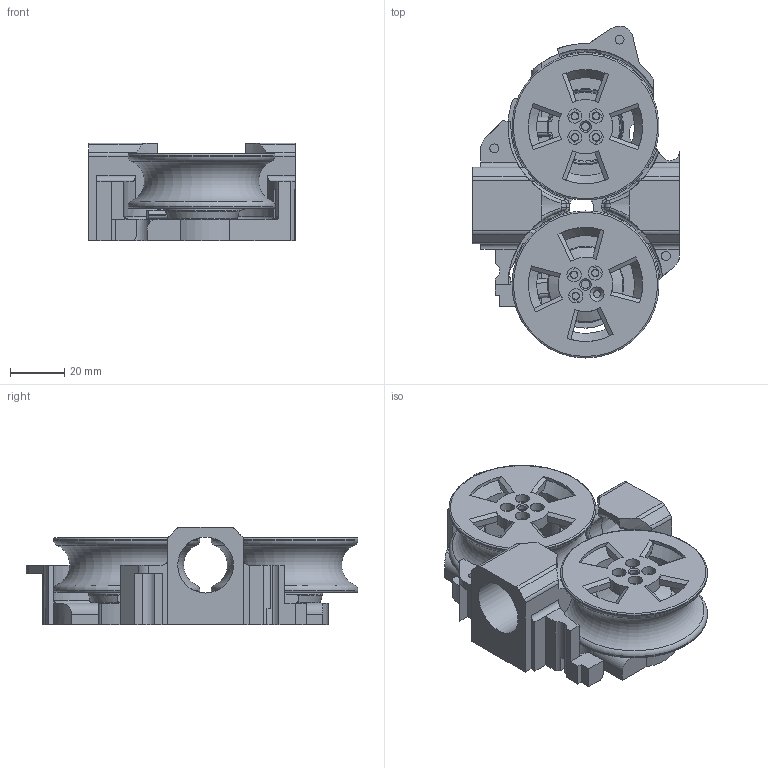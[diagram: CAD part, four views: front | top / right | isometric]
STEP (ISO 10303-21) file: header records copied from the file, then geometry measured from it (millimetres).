
FILE_DESCRIPTION(/* description */ (''),/* implementation_level */ '2;1');
FILE_NAME(/* name */ 'CruxStryke Cage.step',/* time_stamp */ '2020-08-17T18:41:37-04:00',/* author */ (''),/* organization */ (''),/* preprocessor_version */ 'ST-DEVELOPER v18.1',/* originating_system */ 'Autodesk Translation Framework v9.3.0.1241',/* authorisation */ '');
FILE_SCHEMA (('AUTOMOTIVE_DESIGN { 1 0 10303 214 3 1 1 }'));
Length unit declared in the file: millimetre
Products named in the file (4): Cruxstryke Cage; Cage; Crux Motors; Flywheels
Assembly tree (3 placements, depth 2):
  Cruxstryke Cage
    Cage
    Crux Motors
    Flywheels
Bounding box: 76 x 121.99 x 36 mm (x, y, z)
Volume: 118103.1 mm3; surface area: 51368.2 mm2
Topology: 5 solids, 5 shells, 447 faces, 1182 edges, 774 vertices
Faces by surface type: plane 199, cylinder 143, torus 36, cone 35, bspline 34
Full cylindrical faces by diameter (mm): 2.5 x8, 2.8 x8, 3 x12, 3.2 x2, 3.3 x11, 5.2 x8, 5.8 x8, 8 x2, 9 x1, 20.5 x2, 28 x2, 36 x2, 54 x4
Entity records: 16179 total; most frequent: CARTESIAN_POINT 4894, ORIENTED_EDGE 2360, DIRECTION 2305, EDGE_CURVE 1180, AXIS2_PLACEMENT_3D 896, VERTEX_POINT 774, EDGE_LOOP 524, LINE 513
